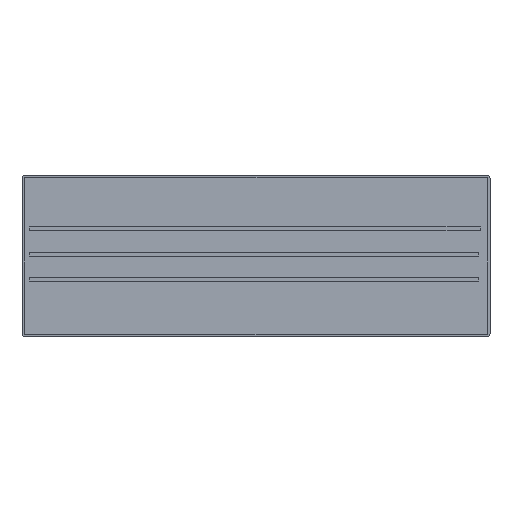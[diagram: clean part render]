
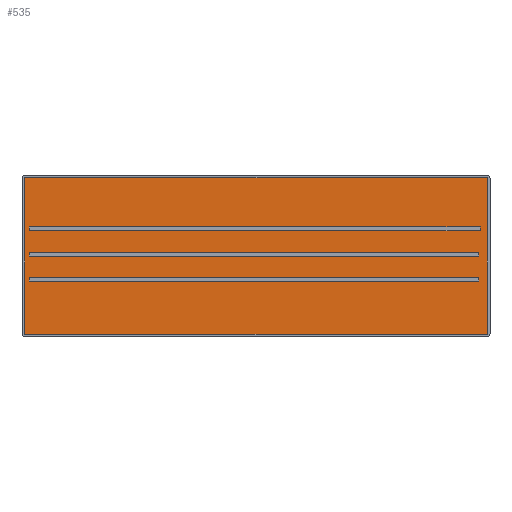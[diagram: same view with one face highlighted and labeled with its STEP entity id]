
A CAD part, top view. The second image highlights one B-rep face of the part: STEP entity #535.
In plain terms, the highlighted planar face has unit normal (0, 0, 1).
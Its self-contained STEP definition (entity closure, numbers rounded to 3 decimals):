
#31=PLANE('',#581);
#64=FACE_OUTER_BOUND('',#98,.T.);
#98=EDGE_LOOP('',(#438,#439,#440,#441));
#139=LINE('',#811,#203);
#141=LINE('',#815,#205);
#143=LINE('',#819,#207);
#145=LINE('',#822,#209);
#203=VECTOR('',#660,10.);
#205=VECTOR('',#664,10.);
#207=VECTOR('',#668,10.);
#209=VECTOR('',#672,10.);
#274=VERTEX_POINT('',#808);
#275=VERTEX_POINT('',#810);
#276=VERTEX_POINT('',#814);
#277=VERTEX_POINT('',#818);
#331=EDGE_CURVE('',#275,#274,#139,.T.);
#333=EDGE_CURVE('',#276,#275,#141,.T.);
#335=EDGE_CURVE('',#277,#276,#143,.T.);
#337=EDGE_CURVE('',#274,#277,#145,.T.);
#438=ORIENTED_EDGE('',*,*,#331,.T.);
#439=ORIENTED_EDGE('',*,*,#337,.T.);
#440=ORIENTED_EDGE('',*,*,#335,.T.);
#441=ORIENTED_EDGE('',*,*,#333,.T.);
#535=ADVANCED_FACE('',(#64),#31,.T.);
#581=AXIS2_PLACEMENT_3D('',#823,#673,#674);
#660=DIRECTION('',(0.,-1.,0.));
#664=DIRECTION('',(-1.,0.,0.));
#668=DIRECTION('',(0.,1.,0.));
#672=DIRECTION('',(1.,0.,0.));
#673=DIRECTION('center_axis',(0.,0.,1.));
#674=DIRECTION('ref_axis',(0.,1.,0.));
#808=CARTESIAN_POINT('',(46.5,-155.,-5.5));
#810=CARTESIAN_POINT('',(46.5,-37.,-5.5));
#811=CARTESIAN_POINT('',(46.5,-96.,-5.5));
#814=CARTESIAN_POINT('',(395.5,-37.,-5.5));
#815=CARTESIAN_POINT('',(221.,-37.,-5.5));
#818=CARTESIAN_POINT('',(395.5,-155.,-5.5));
#819=CARTESIAN_POINT('',(395.5,-96.,-5.5));
#822=CARTESIAN_POINT('',(221.,-155.,-5.5));
#823=CARTESIAN_POINT('Origin',(221.,-96.,-5.5));
